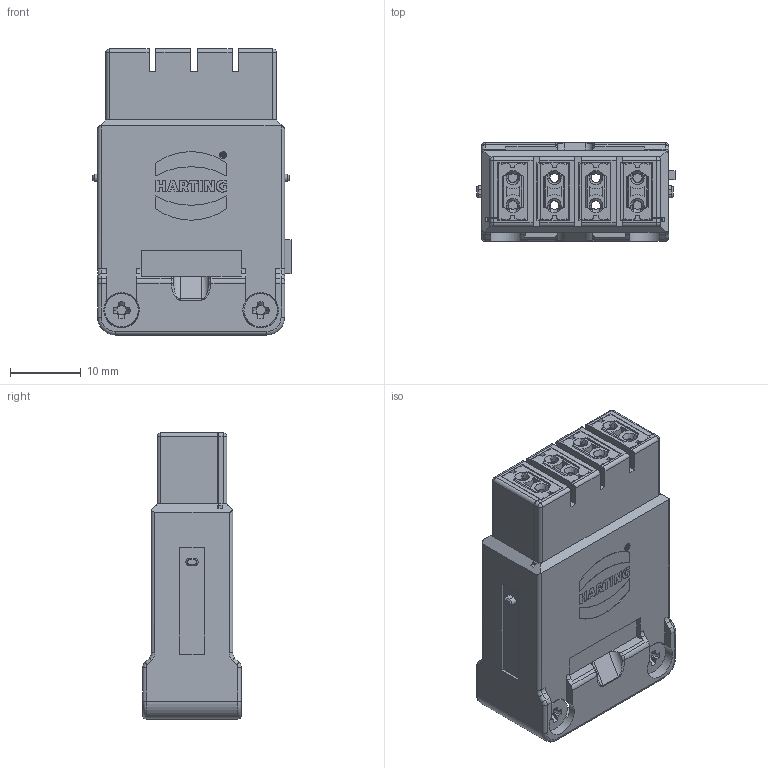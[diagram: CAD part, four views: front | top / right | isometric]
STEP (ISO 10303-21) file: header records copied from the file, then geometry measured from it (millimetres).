
FILE_DESCRIPTION(/* description */ (''),/* implementation_level */ '2;1');
FILE_NAME(/* name */ '100170823ugm000_d.stp',/* time_stamp */ '2017-10-31T14:49:19+01:00',/* author */ (''),/* organization */ (''),/* preprocessor_version */ 'ST-DEVELOPER v16',/* originating_system */ 'SIEMENS PLM Software NX 10.0',/* authorisation */ '');
FILE_SCHEMA (('AUTOMOTIVE_DESIGN { 1 0 10303 214 3 1 1 1 }'));
Products named in the file (1): 100170823ugm000_d
Bounding box: 27.9 x 13.9 x 40.3 mm (x, y, z)
Volume: 7712.8 mm3; surface area: 15418.7 mm2
Topology: 1 solids, 3 shells, 1793 faces, 5220 edges, 3462 vertices
Faces by surface type: plane 1141, cylinder 392, bspline 163, cone 72, sphere 13, extrusion 6, revolution 4, torus 2
Full cylindrical faces by diameter (mm): 0.671 x1, 0.984 x1, 1.9 x2, 2.2 x2, 2.3 x2, 2.6 x2, 2.8 x2, 5 x2
Entity records: 71745 total; most frequent: CARTESIAN_POINT 16261, ORIENTED_EDGE 10196, DIRECTION 8983, EDGE_CURVE 5098, VECTOR 3597, LINE 3591, VERTEX_POINT 3285, AXIS2_PLACEMENT_3D 2691
